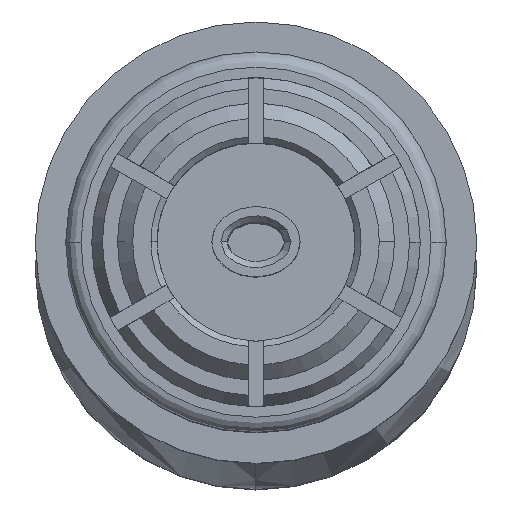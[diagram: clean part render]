
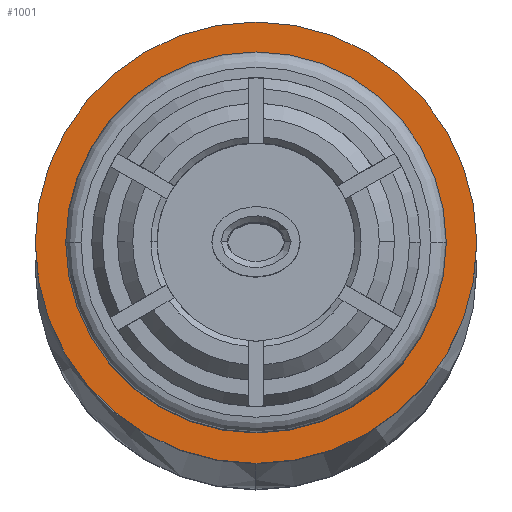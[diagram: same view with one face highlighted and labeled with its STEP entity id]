
A CAD part, top view. The second image highlights one B-rep face of the part: STEP entity #1001.
In plain terms, the highlighted face is planar.
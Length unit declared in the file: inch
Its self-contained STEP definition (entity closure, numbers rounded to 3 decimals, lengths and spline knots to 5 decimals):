
#322 = FACE_OUTER_BOUND ( 'NONE', #1846, .T. ) ;
#453 = VERTEX_POINT ( 'NONE', #2552 ) ;
#648 = CARTESIAN_POINT ( 'NONE',  ( 0.635, 0., 0. ) ) ;
#676 = CARTESIAN_POINT ( 'NONE',  ( 0.635, 0., 0.0625 ) ) ;
#930 = AXIS2_PLACEMENT_3D ( 'NONE', #1473, #4822, #1401 ) ;
#949 = DIRECTION ( 'NONE',  ( 0., 1., 0. ) ) ;
#965 = VERTEX_POINT ( 'NONE', #676 ) ;
#1001 = ADVANCED_FACE ( 'NONE', ( #4418, #322 ), #3288, .T. ) ;
#1296 = CARTESIAN_POINT ( 'NONE',  ( 0.635, 0., 0. ) ) ;
#1401 = DIRECTION ( 'NONE',  ( 0., -1., 0. ) ) ;
#1473 = CARTESIAN_POINT ( 'NONE',  ( 0.635, 0., 0. ) ) ;
#1674 = AXIS2_PLACEMENT_3D ( 'NONE', #4283, #3908, #3157 ) ;
#1846 = EDGE_LOOP ( 'NONE', ( #3194, #2792 ) ) ;
#2113 = VERTEX_POINT ( 'NONE', #2161 ) ;
#2161 = CARTESIAN_POINT ( 'NONE',  ( 0.635, -0.0725, 0. ) ) ;
#2163 = CIRCLE ( 'NONE', #4236, 0.0725 ) ;
#2218 = EDGE_LOOP ( 'NONE', ( #4401, #3423 ) ) ;
#2489 = CARTESIAN_POINT ( 'NONE',  ( 0.635, 0., 0. ) ) ;
#2552 = CARTESIAN_POINT ( 'NONE',  ( 0.635, 0.0725, 0. ) ) ;
#2559 = AXIS2_PLACEMENT_3D ( 'NONE', #2489, #3254, #4788 ) ;
#2719 = CIRCLE ( 'NONE', #2870, 0.0725 ) ;
#2792 = ORIENTED_EDGE ( 'NONE', *, *, #3331, .T. ) ;
#2870 = AXIS2_PLACEMENT_3D ( 'NONE', #1296, #4639, #3485 ) ;
#2888 = DIRECTION ( 'NONE',  ( 1., 0., 0. ) ) ;
#2905 = VERTEX_POINT ( 'NONE', #3190 ) ;
#3157 = DIRECTION ( 'NONE',  ( 0., 1., 0. ) ) ;
#3190 = CARTESIAN_POINT ( 'NONE',  ( 0.635, 0., -0.0625 ) ) ;
#3194 = ORIENTED_EDGE ( 'NONE', *, *, #4832, .T. ) ;
#3254 = DIRECTION ( 'NONE',  ( -1., 0., 0. ) ) ;
#3288 = PLANE ( 'NONE',  #930 ) ;
#3309 = EDGE_CURVE ( 'NONE', #965, #2905, #4221, .T. ) ;
#3331 = EDGE_CURVE ( 'NONE', #2113, #453, #2719, .T. ) ;
#3423 = ORIENTED_EDGE ( 'NONE', *, *, #3309, .T. ) ;
#3485 = DIRECTION ( 'NONE',  ( 0., 1., 0. ) ) ;
#3908 = DIRECTION ( 'NONE',  ( -1., 0., 0. ) ) ;
#4083 = EDGE_CURVE ( 'NONE', #2905, #965, #4717, .T. ) ;
#4221 = CIRCLE ( 'NONE', #1674, 0.0625 ) ;
#4236 = AXIS2_PLACEMENT_3D ( 'NONE', #648, #2888, #949 ) ;
#4283 = CARTESIAN_POINT ( 'NONE',  ( 0.635, 0., 0. ) ) ;
#4401 = ORIENTED_EDGE ( 'NONE', *, *, #4083, .T. ) ;
#4418 = FACE_BOUND ( 'NONE', #2218, .T. ) ;
#4639 = DIRECTION ( 'NONE',  ( 1., 0., 0. ) ) ;
#4717 = CIRCLE ( 'NONE', #2559, 0.0625 ) ;
#4788 = DIRECTION ( 'NONE',  ( 0., 1., 0. ) ) ;
#4822 = DIRECTION ( 'NONE',  ( 1., 0., 0. ) ) ;
#4832 = EDGE_CURVE ( 'NONE', #453, #2113, #2163, .T. ) ;
